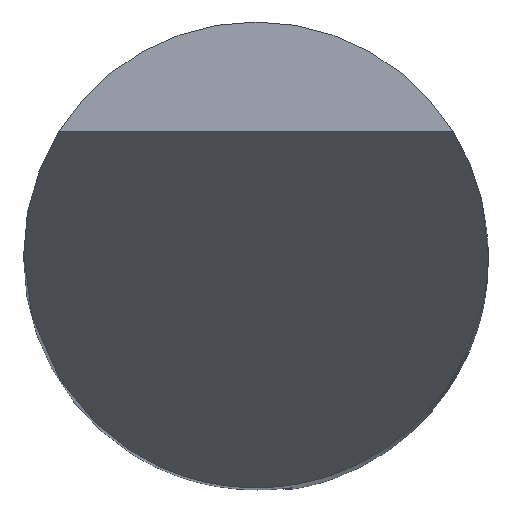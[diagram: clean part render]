
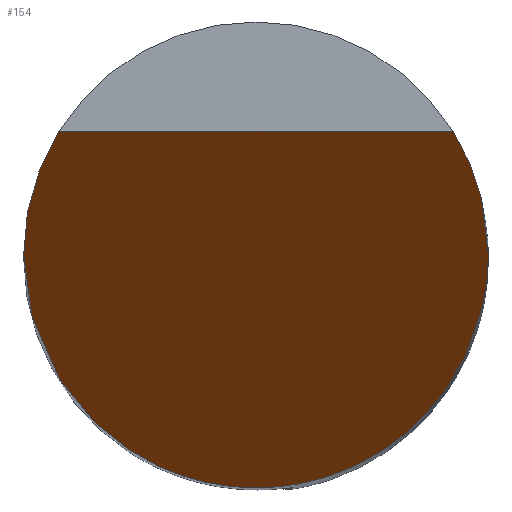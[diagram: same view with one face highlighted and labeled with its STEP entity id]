
A CAD part, top view. The second image highlights one B-rep face of the part: STEP entity #154.
In plain terms, the highlighted planar face has unit normal (0, -0.866, 0.5).
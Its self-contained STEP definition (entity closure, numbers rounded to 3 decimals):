
#58=PLANE('',#755);
#67=(
BOUNDED_CURVE()
B_SPLINE_CURVE(3,(#1011,#1012,#1013,#1014),.UNSPECIFIED.,.F.,.F.)
B_SPLINE_CURVE_WITH_KNOTS((4,4),(0.,1.),.UNSPECIFIED.)
CURVE()
GEOMETRIC_REPRESENTATION_ITEM()
RATIONAL_B_SPLINE_CURVE((1.,0.974,0.974,1.))
REPRESENTATION_ITEM('')
);
#68=(
BOUNDED_CURVE()
B_SPLINE_CURVE(3,(#1018,#1019,#1020,#1021),.UNSPECIFIED.,.F.,.F.)
B_SPLINE_CURVE_WITH_KNOTS((4,4),(0.,1.),.UNSPECIFIED.)
CURVE()
GEOMETRIC_REPRESENTATION_ITEM()
RATIONAL_B_SPLINE_CURVE((1.,0.974,0.974,1.))
REPRESENTATION_ITEM('')
);
#72=(
BOUNDED_CURVE()
B_SPLINE_CURVE(3,(#1108,#1109,#1110,#1111),.UNSPECIFIED.,.F.,.F.)
B_SPLINE_CURVE_WITH_KNOTS((4,4),(0.,1.),.UNSPECIFIED.)
CURVE()
GEOMETRIC_REPRESENTATION_ITEM()
RATIONAL_B_SPLINE_CURVE((1.,0.333,0.333,1.))
REPRESENTATION_ITEM('')
);
#95=LINE('',#1193,#122);
#122=VECTOR('',#844,1.);
#154=ADVANCED_FACE('',(#198),#58,.F.);
#198=FACE_OUTER_BOUND('',#237,.T.);
#237=EDGE_LOOP('',(#328,#329,#330,#331));
#328=ORIENTED_EDGE('',*,*,#544,.T.);
#329=ORIENTED_EDGE('',*,*,#565,.T.);
#330=ORIENTED_EDGE('',*,*,#546,.T.);
#331=ORIENTED_EDGE('',*,*,#579,.T.);
#476=VERTEX_POINT('',#1010);
#477=VERTEX_POINT('',#1015);
#478=VERTEX_POINT('',#1017);
#479=VERTEX_POINT('',#1022);
#544=EDGE_CURVE('',#477,#476,#67,.T.);
#546=EDGE_CURVE('',#479,#478,#68,.T.);
#565=EDGE_CURVE('',#476,#479,#72,.T.);
#579=EDGE_CURVE('',#478,#477,#95,.T.);
#755=AXIS2_PLACEMENT_3D('',#1195,#847,#848);
#844=DIRECTION('',(-1.,0.,0.));
#847=DIRECTION('',(0.,0.866,-0.5));
#848=DIRECTION('',(0.,0.5,0.866));
#1010=CARTESIAN_POINT('',(-3.,0.,0.));
#1011=CARTESIAN_POINT('',(-2.545,1.588,2.75));
#1012=CARTESIAN_POINT('',(-2.844,1.108,1.92));
#1013=CARTESIAN_POINT('',(-3.,0.565,0.979));
#1014=CARTESIAN_POINT('',(-3.,0.,0.));
#1015=CARTESIAN_POINT('',(-2.545,1.588,2.75));
#1017=CARTESIAN_POINT('',(2.545,1.588,2.75));
#1018=CARTESIAN_POINT('',(3.,0.,0.));
#1019=CARTESIAN_POINT('',(3.,0.565,0.979));
#1020=CARTESIAN_POINT('',(2.844,1.108,1.92));
#1021=CARTESIAN_POINT('',(2.545,1.588,2.75));
#1022=CARTESIAN_POINT('',(3.,0.,0.));
#1108=CARTESIAN_POINT('',(-3.,0.,0.));
#1109=CARTESIAN_POINT('',(-3.,-6.,-10.392));
#1110=CARTESIAN_POINT('',(3.,-6.,-10.392));
#1111=CARTESIAN_POINT('',(3.,0.,0.));
#1193=CARTESIAN_POINT('',(0.,1.588,2.75));
#1195=CARTESIAN_POINT('',(3.,-3.,-5.196));
